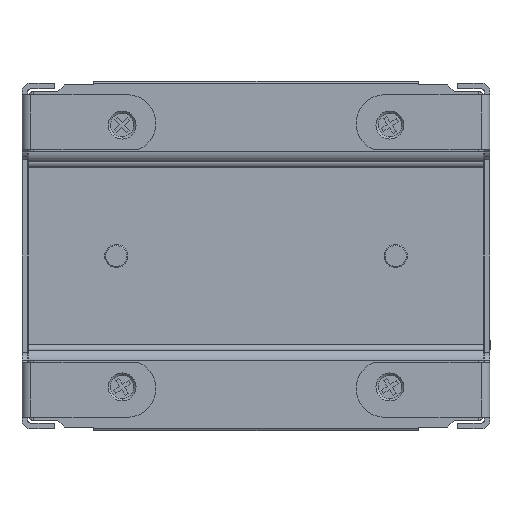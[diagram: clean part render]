
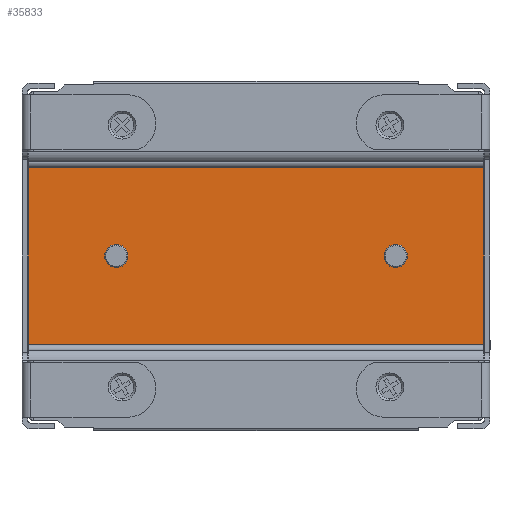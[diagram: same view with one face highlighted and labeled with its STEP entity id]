
A CAD part, front view. The second image highlights one B-rep face of the part: STEP entity #35833.
In plain terms, the highlighted planar face has unit normal (0, -1, 0).
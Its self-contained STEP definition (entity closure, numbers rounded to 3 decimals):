
#3188 = VECTOR ( 'NONE', #3237, 1000. ) ;
#3189 = CARTESIAN_POINT ( 'NONE',  ( -69.55, 7.3, -9. ) ) ;
#3190 = LINE ( 'NONE', #3189, #3188 ) ;
#3193 = CARTESIAN_POINT ( 'NONE',  ( -69.55, 7.3, -8.7 ) ) ;
#3236 = CARTESIAN_POINT ( 'NONE',  ( -69.55, 7.3, 8.7 ) ) ;
#3237 = DIRECTION ( 'NONE',  ( 0., 0., -1. ) ) ;
#5303 = VERTEX_POINT ( 'NONE', #16719 ) ;
#5304 = EDGE_CURVE ( 'NONE', #5309, #5303, #16718, .T. ) ;
#5309 = VERTEX_POINT ( 'NONE', #16703 ) ;
#12785 = DIRECTION ( 'NONE',  ( 0., 0., 1. ) ) ;
#12786 = DIRECTION ( 'NONE',  ( 0., -1., 0. ) ) ;
#12787 = CARTESIAN_POINT ( 'NONE',  ( -62., 7.3, 0. ) ) ;
#12788 = AXIS2_PLACEMENT_3D ( 'NONE', #12787, #12786, #12785 ) ;
#12789 = CIRCLE ( 'NONE', #12788, 1. ) ;
#12818 = DIRECTION ( 'NONE',  ( -1., 0., 0. ) ) ;
#12819 = VECTOR ( 'NONE', #12818, 1000. ) ;
#12820 = CARTESIAN_POINT ( 'NONE',  ( -69.55, 7.3, 8.7 ) ) ;
#12821 = LINE ( 'NONE', #12820, #12819 ) ;
#12822 = DIRECTION ( 'NONE',  ( 1., 0., 0. ) ) ;
#12823 = VECTOR ( 'NONE', #12822, 1000. ) ;
#12824 = CARTESIAN_POINT ( 'NONE',  ( -30.45, 7.3, -8.7 ) ) ;
#12825 = DIRECTION ( 'NONE',  ( 0., 0., 1. ) ) ;
#12826 = DIRECTION ( 'NONE',  ( 0., 1., 0. ) ) ;
#12827 = CARTESIAN_POINT ( 'NONE',  ( -36.5, 7.3, 0. ) ) ;
#12828 = AXIS2_PLACEMENT_3D ( 'NONE', #12827, #12826, #12825 ) ;
#12829 = LINE ( 'NONE', #12824, #12823 ) ;
#12830 = PLANE ( 'NONE',  #12828 ) ;
#12831 = FACE_BOUND ( 'NONE', #35843, .T. ) ;
#12832 = FACE_OUTER_BOUND ( 'NONE', #35836, .T. ) ;
#12833 = FACE_BOUND ( 'NONE', #35774, .T. ) ;
#12834 = CARTESIAN_POINT ( 'NONE',  ( -62., 7.3, 1. ) ) ;
#12864 = CARTESIAN_POINT ( 'NONE',  ( -62., 7.3, -1. ) ) ;
#16703 = CARTESIAN_POINT ( 'NONE',  ( -38., 7.3, 1. ) ) ;
#16714 = DIRECTION ( 'NONE',  ( 0., 0., 1. ) ) ;
#16715 = DIRECTION ( 'NONE',  ( 0., -1., 0. ) ) ;
#16716 = CARTESIAN_POINT ( 'NONE',  ( -38., 7.3, 0. ) ) ;
#16717 = AXIS2_PLACEMENT_3D ( 'NONE', #16716, #16715, #16714 ) ;
#16718 = CIRCLE ( 'NONE', #16717, 1. ) ;
#16719 = CARTESIAN_POINT ( 'NONE',  ( -38., 7.3, -1. ) ) ;
#17738 = EDGE_CURVE ( 'NONE', #5303, #5309, #17975, .T. ) ;
#17973 = DIRECTION ( 'NONE',  ( 0., -1., 0. ) ) ;
#17974 = AXIS2_PLACEMENT_3D ( 'NONE', #17988, #17973, #18016 ) ;
#17975 = CIRCLE ( 'NONE', #17974, 1. ) ;
#17988 = CARTESIAN_POINT ( 'NONE',  ( -38., 7.3, 0. ) ) ;
#18016 = DIRECTION ( 'NONE',  ( 0., 0., 1. ) ) ;
#18139 = DIRECTION ( 'NONE',  ( 0., 0., 1. ) ) ;
#18140 = VECTOR ( 'NONE', #18139, 1000. ) ;
#18141 = CARTESIAN_POINT ( 'NONE',  ( -30.45, 7.3, -9. ) ) ;
#18142 = LINE ( 'NONE', #18141, #18140 ) ;
#18143 = CARTESIAN_POINT ( 'NONE',  ( -30.45, 7.3, -8.7 ) ) ;
#18149 = CARTESIAN_POINT ( 'NONE',  ( -30.45, 7.3, 8.7 ) ) ;
#19639 = VERTEX_POINT ( 'NONE', #18149 ) ;
#19728 = VERTEX_POINT ( 'NONE', #18143 ) ;
#19803 = EDGE_CURVE ( 'NONE', #19728, #19639, #18142, .T. ) ;
#20841 = CARTESIAN_POINT ( 'NONE',  ( -62., 7.3, 0. ) ) ;
#20891 = DIRECTION ( 'NONE',  ( 0., 0., 1. ) ) ;
#20892 = DIRECTION ( 'NONE',  ( 0., -1., 0. ) ) ;
#20893 = AXIS2_PLACEMENT_3D ( 'NONE', #20841, #20892, #20891 ) ;
#20894 = CIRCLE ( 'NONE', #20893, 1. ) ;
#30751 = EDGE_CURVE ( 'NONE', #35859, #35829, #20894, .T. ) ;
#35774 = EDGE_LOOP ( 'NONE', ( #35834, #35835 ) ) ;
#35816 = ORIENTED_EDGE ( 'NONE', *, *, #30751, .F. ) ;
#35818 = EDGE_CURVE ( 'NONE', #35829, #35859, #12789, .T. ) ;
#35829 = VERTEX_POINT ( 'NONE', #12834 ) ;
#35833 = ADVANCED_FACE ( 'NONE', ( #12833, #12832, #12831 ), #12830, .F. ) ;
#35834 = ORIENTED_EDGE ( 'NONE', *, *, #5304, .F. ) ;
#35835 = ORIENTED_EDGE ( 'NONE', *, *, #17738, .F. ) ;
#35836 = EDGE_LOOP ( 'NONE', ( #35837, #35838, #35840, #35841 ) ) ;
#35837 = ORIENTED_EDGE ( 'NONE', *, *, #38081, .T. ) ;
#35838 = ORIENTED_EDGE ( 'NONE', *, *, #35839, .T. ) ;
#35839 = EDGE_CURVE ( 'NONE', #38074, #19728, #12829, .T. ) ;
#35840 = ORIENTED_EDGE ( 'NONE', *, *, #19803, .T. ) ;
#35841 = ORIENTED_EDGE ( 'NONE', *, *, #35842, .T. ) ;
#35842 = EDGE_CURVE ( 'NONE', #19639, #38082, #12821, .T. ) ;
#35843 = EDGE_LOOP ( 'NONE', ( #35844, #35816 ) ) ;
#35844 = ORIENTED_EDGE ( 'NONE', *, *, #35818, .F. ) ;
#35859 = VERTEX_POINT ( 'NONE', #12864 ) ;
#38074 = VERTEX_POINT ( 'NONE', #3193 ) ;
#38081 = EDGE_CURVE ( 'NONE', #38082, #38074, #3190, .T. ) ;
#38082 = VERTEX_POINT ( 'NONE', #3236 ) ;
